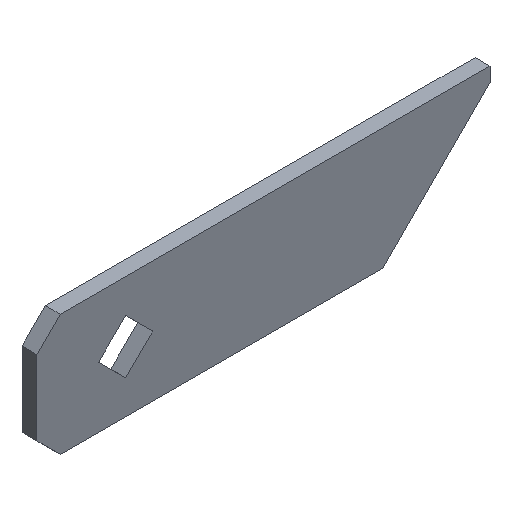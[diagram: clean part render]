
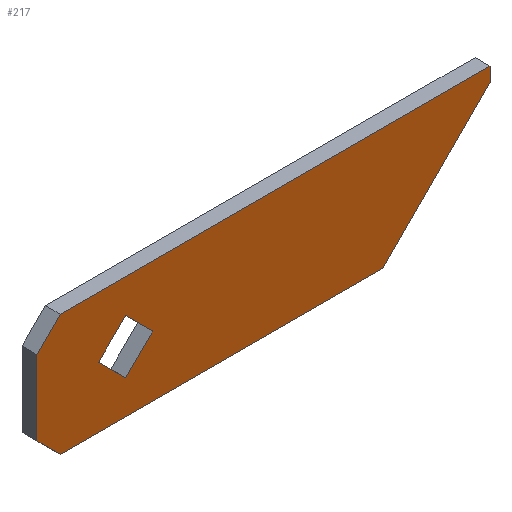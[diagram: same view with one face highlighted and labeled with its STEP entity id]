
A CAD part, isometric view. The second image highlights one B-rep face of the part: STEP entity #217.
In plain terms, the highlighted free-form (B-spline) face has degree [1, 1] with [2, 2] control points.
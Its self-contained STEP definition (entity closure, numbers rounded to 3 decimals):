
#131=CARTESIAN_POINT('',(-23.845,-3.2,14.299));
#132=CARTESIAN_POINT('',(82.846,-3.2,14.299));
#133=CARTESIAN_POINT('',(-23.845,-3.2,-14.298));
#134=CARTESIAN_POINT('',(82.846,-3.2,-14.298));
#135=B_SPLINE_SURFACE_WITH_KNOTS('',1,1,((#131,#133),(#132,#134)),.UNSPECIFIED.,.F.,.F.,.U.,(2,2),(2,2),(0.0,106.691),(0.0,28.597),.UNSPECIFIED.);
#136=CARTESIAN_POINT('',(78.,-3.2,10.0));
#137=VERTEX_POINT('',#136);
#138=CARTESIAN_POINT('',(55.0,-3.2,-13.));
#139=VERTEX_POINT('',#138);
#140=CARTESIAN_POINT('',(78.,-3.2,10.0));
#141=CARTESIAN_POINT('',(55.0,-3.2,-13.));
#142=QUASI_UNIFORM_CURVE('',1,(#140,#141),.UNSPECIFIED.,.F.,.U.);
#143=EDGE_CURVE('',#137,#139,#142,.T.);
#144=ORIENTED_EDGE('',*,*,#143,.F.);
#145=CARTESIAN_POINT('',(78.,-3.2,13.0));
#146=VERTEX_POINT('',#145);
#147=CARTESIAN_POINT('',(78.,-3.2,13.0));
#148=CARTESIAN_POINT('',(78.,-3.2,10.0));
#149=QUASI_UNIFORM_CURVE('',1,(#147,#148),.UNSPECIFIED.,.F.,.U.);
#150=EDGE_CURVE('',#146,#137,#149,.T.);
#151=ORIENTED_EDGE('',*,*,#150,.F.);
#152=CARTESIAN_POINT('',(-14.0,-3.2,13.0));
#153=VERTEX_POINT('',#152);
#154=CARTESIAN_POINT('',(-14.0,-3.2,13.0));
#155=CARTESIAN_POINT('',(78.,-3.2,13.0));
#156=QUASI_UNIFORM_CURVE('',1,(#154,#155),.UNSPECIFIED.,.F.,.U.);
#157=EDGE_CURVE('',#153,#146,#156,.T.);
#158=ORIENTED_EDGE('',*,*,#157,.F.);
#159=CARTESIAN_POINT('',(-19.0,-3.2,8.));
#160=VERTEX_POINT('',#159);
#161=CARTESIAN_POINT('',(-19.0,-3.2,8.));
#162=CARTESIAN_POINT('',(-14.0,-3.2,13.0));
#163=QUASI_UNIFORM_CURVE('',1,(#161,#162),.UNSPECIFIED.,.F.,.U.);
#164=EDGE_CURVE('',#160,#153,#163,.T.);
#165=ORIENTED_EDGE('',*,*,#164,.F.);
#166=CARTESIAN_POINT('',(-19.0,-3.2,-8.0));
#167=VERTEX_POINT('',#166);
#168=CARTESIAN_POINT('',(-19.0,-3.2,-8.0));
#169=CARTESIAN_POINT('',(-19.0,-3.2,8.));
#170=QUASI_UNIFORM_CURVE('',1,(#168,#169),.UNSPECIFIED.,.F.,.U.);
#171=EDGE_CURVE('',#167,#160,#170,.T.);
#172=ORIENTED_EDGE('',*,*,#171,.F.);
#173=CARTESIAN_POINT('',(-14.0,-3.2,-13.));
#174=VERTEX_POINT('',#173);
#175=CARTESIAN_POINT('',(-14.0,-3.2,-13.));
#176=CARTESIAN_POINT('',(-19.0,-3.2,-8.0));
#177=QUASI_UNIFORM_CURVE('',1,(#175,#176),.UNSPECIFIED.,.F.,.U.);
#178=EDGE_CURVE('',#174,#167,#177,.T.);
#179=ORIENTED_EDGE('',*,*,#178,.F.);
#180=CARTESIAN_POINT('',(55.0,-3.2,-13.));
#181=CARTESIAN_POINT('',(-14.0,-3.2,-13.));
#182=QUASI_UNIFORM_CURVE('',1,(#180,#181),.UNSPECIFIED.,.F.,.U.);
#183=EDGE_CURVE('',#139,#174,#182,.T.);
#184=ORIENTED_EDGE('',*,*,#183,.F.);
#185=EDGE_LOOP('',(#144,#151,#158,#165,#172,#179,#184));
#186=FACE_OUTER_BOUND('',#185,.T.);
#187=CARTESIAN_POINT('',(5.799,-3.2,0.0));
#188=VERTEX_POINT('',#187);
#189=CARTESIAN_POINT('',(0.0,-3.2,5.798));
#190=VERTEX_POINT('',#189);
#191=CARTESIAN_POINT('',(5.799,-3.2,0.0));
#192=CARTESIAN_POINT('',(0.0,-3.2,5.798));
#193=QUASI_UNIFORM_CURVE('',1,(#191,#192),.UNSPECIFIED.,.F.,.U.);
#194=EDGE_CURVE('',#188,#190,#193,.T.);
#195=ORIENTED_EDGE('',*,*,#194,.F.);
#196=CARTESIAN_POINT('',(0.0,-3.2,-5.798));
#197=VERTEX_POINT('',#196);
#198=CARTESIAN_POINT('',(0.0,-3.2,-5.798));
#199=CARTESIAN_POINT('',(5.799,-3.2,0.0));
#200=QUASI_UNIFORM_CURVE('',1,(#198,#199),.UNSPECIFIED.,.F.,.U.);
#201=EDGE_CURVE('',#197,#188,#200,.T.);
#202=ORIENTED_EDGE('',*,*,#201,.F.);
#203=CARTESIAN_POINT('',(-5.798,-3.2,0.0));
#204=VERTEX_POINT('',#203);
#205=CARTESIAN_POINT('',(-5.798,-3.2,0.0));
#206=CARTESIAN_POINT('',(0.0,-3.2,-5.798));
#207=QUASI_UNIFORM_CURVE('',1,(#205,#206),.UNSPECIFIED.,.F.,.U.);
#208=EDGE_CURVE('',#204,#197,#207,.T.);
#209=ORIENTED_EDGE('',*,*,#208,.F.);
#210=CARTESIAN_POINT('',(0.0,-3.2,5.798));
#211=CARTESIAN_POINT('',(-5.798,-3.2,0.0));
#212=QUASI_UNIFORM_CURVE('',1,(#210,#211),.UNSPECIFIED.,.F.,.U.);
#213=EDGE_CURVE('',#190,#204,#212,.T.);
#214=ORIENTED_EDGE('',*,*,#213,.F.);
#215=EDGE_LOOP('',(#195,#202,#209,#214));
#216=FACE_BOUND('',#215,.T.);
#217=ADVANCED_FACE('',(#186,#216),#135,.F.);
